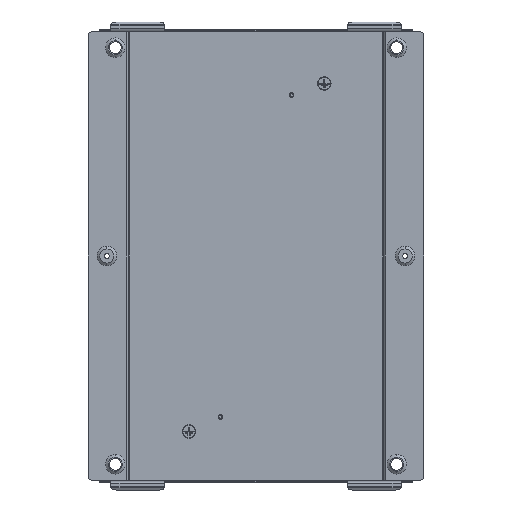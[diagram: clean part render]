
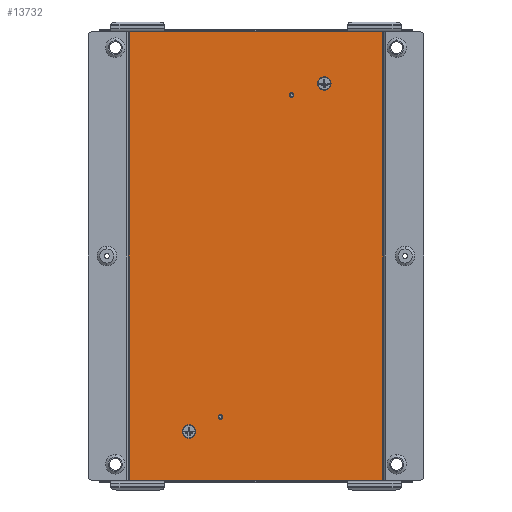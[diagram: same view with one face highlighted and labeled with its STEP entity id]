
A CAD part, front view. The second image highlights one B-rep face of the part: STEP entity #13732.
In plain terms, the highlighted planar face has unit normal (0, -1, 0).
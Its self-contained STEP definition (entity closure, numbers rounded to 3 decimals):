
#65 = CARTESIAN_POINT ( 'NONE',  ( -188.75, -1.5, 334. ) ) ;
#503 = FACE_OUTER_BOUND ( 'NONE', #13658, .T. ) ;
#1335 = DIRECTION ( 'NONE',  ( 0., 0., 1. ) ) ;
#2673 = CARTESIAN_POINT ( 'NONE',  ( -188.75, -1.5, -334. ) ) ;
#2739 = CARTESIAN_POINT ( 'NONE',  ( 188.75, -1.5, -334. ) ) ;
#3277 = CARTESIAN_POINT ( 'NONE',  ( 188.75, -1.5, 337. ) ) ;
#3522 = LINE ( 'NONE', #17168, #20020 ) ;
#4763 = DIRECTION ( 'NONE',  ( 0., 0., -1. ) ) ;
#4805 = EDGE_CURVE ( 'NONE', #13838, #15266, #3522, .T. ) ;
#5108 = LINE ( 'NONE', #3277, #14692 ) ;
#5454 = CARTESIAN_POINT ( 'NONE',  ( 0., -1.5, 0. ) ) ;
#5573 = DIRECTION ( 'NONE',  ( 0., 0., -1. ) ) ;
#6153 = CARTESIAN_POINT ( 'NONE',  ( -188.75, -1.5, 334. ) ) ;
#6993 = LINE ( 'NONE', #65, #7894 ) ;
#7120 = CARTESIAN_POINT ( 'NONE',  ( 188.75, -1.5, -334. ) ) ;
#7413 = DIRECTION ( 'NONE',  ( 0., -1., 0. ) ) ;
#7894 = VECTOR ( 'NONE', #13940, 1000. ) ;
#8320 = EDGE_CURVE ( 'NONE', #15266, #11575, #6993, .T. ) ;
#9386 = VERTEX_POINT ( 'NONE', #2739 ) ;
#9500 = ORIENTED_EDGE ( 'NONE', *, *, #8320, .F. ) ;
#9655 = ORIENTED_EDGE ( 'NONE', *, *, #11588, .F. ) ;
#11575 = VERTEX_POINT ( 'NONE', #17218 ) ;
#11588 = EDGE_CURVE ( 'NONE', #9386, #13838, #13642, .T. ) ;
#11998 = ORIENTED_EDGE ( 'NONE', *, *, #13594, .F. ) ;
#13594 = EDGE_CURVE ( 'NONE', #11575, #9386, #5108, .T. ) ;
#13642 = LINE ( 'NONE', #7120, #16531 ) ;
#13658 = EDGE_LOOP ( 'NONE', ( #16423, #9655, #11998, #9500 ) ) ;
#13732 = ADVANCED_FACE ( 'NONE', ( #503 ), #14369, .T. ) ;
#13838 = VERTEX_POINT ( 'NONE', #2673 ) ;
#13940 = DIRECTION ( 'NONE',  ( 1., 0., 0. ) ) ;
#14369 = PLANE ( 'NONE',  #20965 ) ;
#14692 = VECTOR ( 'NONE', #4763, 1000. ) ;
#15266 = VERTEX_POINT ( 'NONE', #6153 ) ;
#16423 = ORIENTED_EDGE ( 'NONE', *, *, #4805, .F. ) ;
#16531 = VECTOR ( 'NONE', #20443, 1000. ) ;
#17168 = CARTESIAN_POINT ( 'NONE',  ( -188.75, -1.5, -337. ) ) ;
#17218 = CARTESIAN_POINT ( 'NONE',  ( 188.75, -1.5, 334. ) ) ;
#20020 = VECTOR ( 'NONE', #1335, 1000. ) ;
#20443 = DIRECTION ( 'NONE',  ( -1., 0., 0. ) ) ;
#20965 = AXIS2_PLACEMENT_3D ( 'NONE', #5454, #7413, #5573 ) ;
